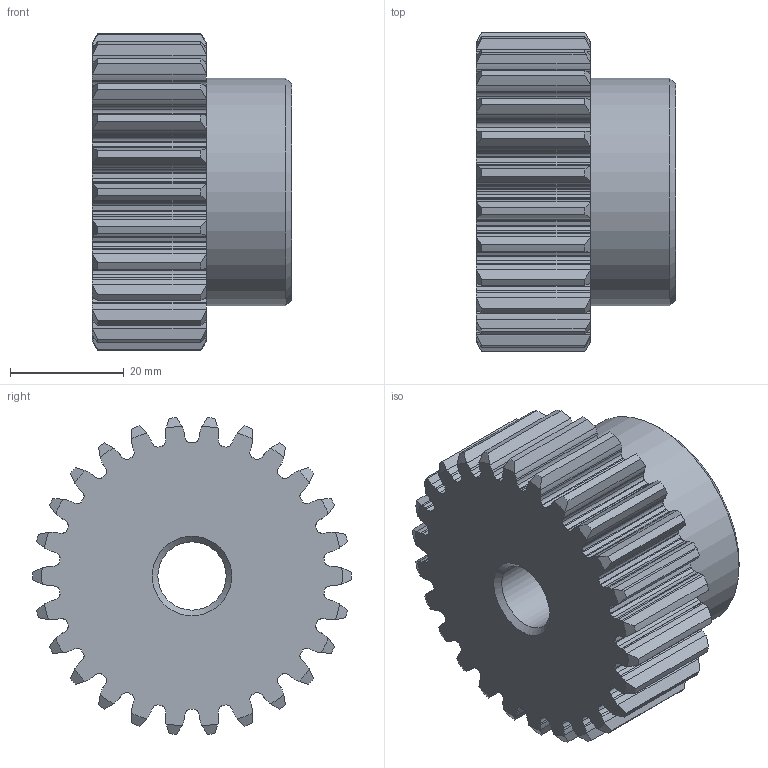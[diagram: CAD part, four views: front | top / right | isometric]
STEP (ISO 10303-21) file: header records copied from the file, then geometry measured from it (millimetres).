
FILE_DESCRIPTION(/* description */ ('Alibre Inc.'),/* implementation_level */ '2;1');
FILE_NAME(/* name */ 'export-A26B8175-F864-47A9-A0A9-5AD947E9D4F9',/* time_stamp */ '2024-06-25T20:38:22+02:00',/* author */ (''),/* organization */ (''),/* preprocessor_version */ 'ST-DEVELOPER v17',/* originating_system */ 'Alibre',/* authorisation */ '');
FILE_SCHEMA (('AUTOMOTIVE_DESIGN'));
Length unit declared in the file: millimetre
Products named in the file (1): 401020026
Bounding box: 35 x 56 x 55.73 mm (x, y, z)
Volume: 56308.3 mm3; surface area: 13386.9 mm2
Topology: 1 solids, 1 shells, 443 faces, 1321 edges, 881 vertices
Faces by surface type: cylinder 385, cone 55, plane 3
Full cylindrical faces by diameter (mm): 12 x1, 40 x1
Entity records: 15302 total; most frequent: CARTESIAN_POINT 2915, DIRECTION 2845, ORIENTED_EDGE 2642, EDGE_CURVE 1321, AXIS2_PLACEMENT_3D 1230, VERTEX_POINT 881, CIRCLE 787, EDGE_LOOP 446
